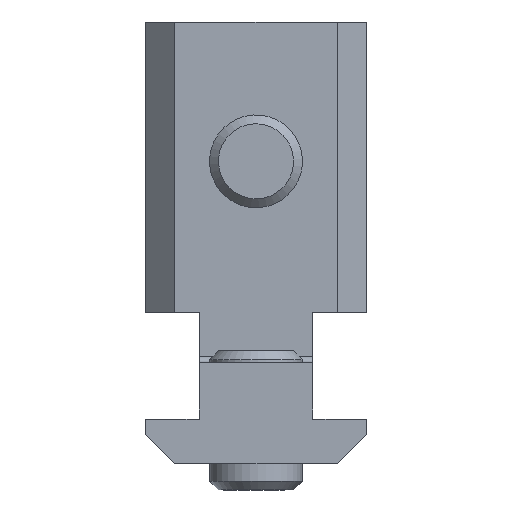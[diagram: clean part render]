
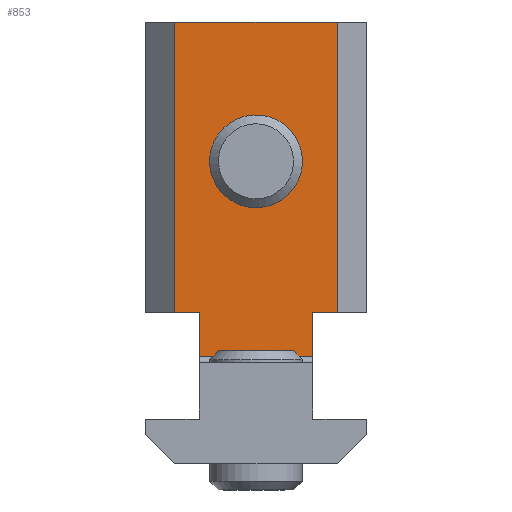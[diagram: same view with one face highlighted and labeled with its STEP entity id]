
A CAD part, left-side view. The second image highlights one B-rep face of the part: STEP entity #853.
In plain terms, the highlighted planar face has unit normal (-1, 0, 0).
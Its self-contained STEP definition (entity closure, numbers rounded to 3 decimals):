
#112=CARTESIAN_POINT('',(-8.7,4.9,9.2));
#113=VERTEX_POINT('',#112);
#131=CARTESIAN_POINT('',(-8.7,-4.9,9.2));
#132=VERTEX_POINT('',#131);
#140=CARTESIAN_POINT('',(-8.7,-4.9,9.2));
#141=DIRECTION('',(0.0,1.0,0.0));
#142=VECTOR('',#141,9.8);
#143=LINE('',#140,#142);
#144=EDGE_CURVE('',#132,#113,#143,.T.);
#196=CARTESIAN_POINT('',(-8.7,0.,29.323));
#197=VERTEX_POINT('',#196);
#198=CARTESIAN_POINT('',(-8.7,0.0,26.0));
#199=DIRECTION('',(1.0,0.0,0.0));
#200=DIRECTION('',(0.0,0.0,-1.0));
#201=AXIS2_PLACEMENT_3D('',#198,#199,#200);
#202=CIRCLE('',#201,3.324);
#203=EDGE_CURVE('',#197,#197,#202,.T.);
#498=CARTESIAN_POINT('',(-8.7,-7.,38.));
#499=VERTEX_POINT('',#498);
#508=CARTESIAN_POINT('',(-8.7,-7.,13.));
#509=VERTEX_POINT('',#508);
#510=CARTESIAN_POINT('',(-8.7,-7.,38.));
#511=DIRECTION('',(0.0,0.0,-1.0));
#512=VECTOR('',#511,25.0);
#513=LINE('',#510,#512);
#514=EDGE_CURVE('',#499,#509,#513,.T.);
#600=CARTESIAN_POINT('',(-8.7,-4.9,13.));
#601=VERTEX_POINT('',#600);
#602=CARTESIAN_POINT('',(-8.7,-7.,13.));
#603=DIRECTION('',(0.0,1.0,0.0));
#604=VECTOR('',#603,2.1);
#605=LINE('',#602,#604);
#606=EDGE_CURVE('',#509,#601,#605,.T.);
#696=CARTESIAN_POINT('',(-8.7,7.0,38.));
#697=VERTEX_POINT('',#696);
#705=CARTESIAN_POINT('',(-8.7,7.0,13.));
#706=VERTEX_POINT('',#705);
#713=CARTESIAN_POINT('',(-8.7,7.0,38.));
#714=DIRECTION('',(0.0,0.0,-1.0));
#715=VECTOR('',#714,25.0);
#716=LINE('',#713,#715);
#717=EDGE_CURVE('',#697,#706,#716,.T.);
#727=CARTESIAN_POINT('',(-8.7,4.9,13.));
#728=VERTEX_POINT('',#727);
#735=CARTESIAN_POINT('',(-8.7,4.9,13.));
#736=DIRECTION('',(0.0,1.0,0.0));
#737=VECTOR('',#736,2.1);
#738=LINE('',#735,#737);
#739=EDGE_CURVE('',#728,#706,#738,.T.);
#777=CARTESIAN_POINT('',(-8.7,-4.9,13.));
#778=DIRECTION('',(0.0,0.0,-1.0));
#779=VECTOR('',#778,3.8);
#780=LINE('',#777,#779);
#781=EDGE_CURVE('',#601,#132,#780,.T.);
#817=CARTESIAN_POINT('',(-8.7,7.0,38.));
#818=DIRECTION('',(0.0,-1.0,0.0));
#819=VECTOR('',#818,14.);
#820=LINE('',#817,#819);
#821=EDGE_CURVE('',#697,#499,#820,.T.);
#830=CARTESIAN_POINT('',(-8.7,0.0,8.7));
#831=DIRECTION('',(-1.0,0.0,0.0));
#832=DIRECTION('',(0.0,0.0,1.0));
#833=AXIS2_PLACEMENT_3D('',#830,#831,#832);
#834=PLANE('',#833);
#835=ORIENTED_EDGE('',*,*,#144,.F.);
#836=ORIENTED_EDGE('',*,*,#781,.F.);
#837=ORIENTED_EDGE('',*,*,#606,.F.);
#838=ORIENTED_EDGE('',*,*,#514,.F.);
#839=ORIENTED_EDGE('',*,*,#821,.F.);
#840=ORIENTED_EDGE('',*,*,#717,.T.);
#841=ORIENTED_EDGE('',*,*,#739,.F.);
#842=CARTESIAN_POINT('',(-8.7,4.9,9.2));
#843=DIRECTION('',(0.0,0.0,1.0));
#844=VECTOR('',#843,3.8);
#845=LINE('',#842,#844);
#846=EDGE_CURVE('',#113,#728,#845,.T.);
#847=ORIENTED_EDGE('',*,*,#846,.F.);
#848=EDGE_LOOP('',(#835,#836,#837,#838,#839,#840,#841,#847));
#849=FACE_OUTER_BOUND('',#848,.T.);
#850=ORIENTED_EDGE('',*,*,#203,.T.);
#851=EDGE_LOOP('',(#850));
#852=FACE_BOUND('',#851,.T.);
#853=ADVANCED_FACE('',(#849,#852),#834,.T.);
